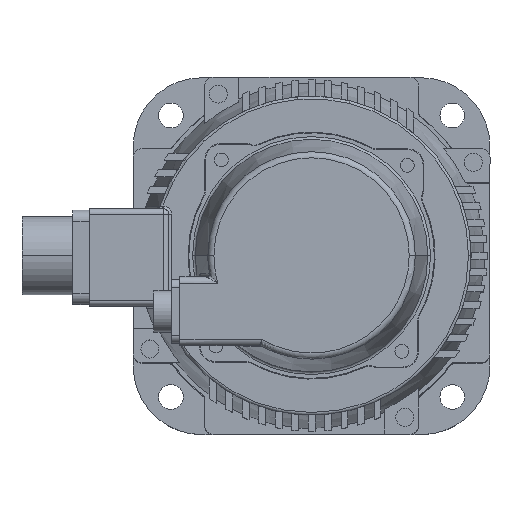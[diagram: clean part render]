
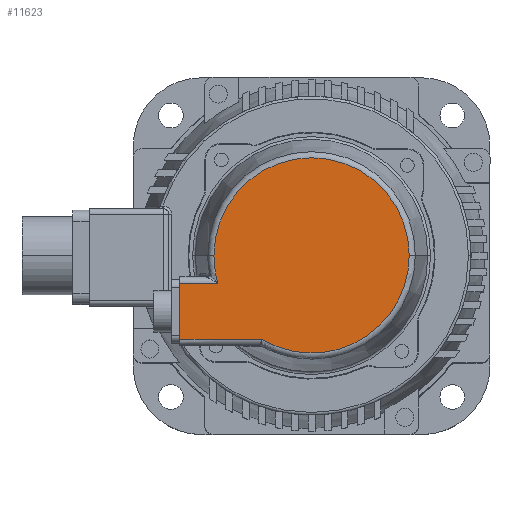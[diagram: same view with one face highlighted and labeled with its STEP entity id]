
A CAD part, top view. The second image highlights one B-rep face of the part: STEP entity #11623.
In plain terms, the highlighted face is planar.
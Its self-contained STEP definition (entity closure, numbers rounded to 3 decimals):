
#718 = VECTOR ( 'NONE', #8649, 1000. ) ;
#724 = CARTESIAN_POINT ( 'NONE',  ( 30.604, 0., -48. ) ) ;
#1250 = DIRECTION ( 'NONE',  ( 0., -1., 0. ) ) ;
#1425 = LINE ( 'NONE', #17061, #718 ) ;
#1826 = CIRCLE ( 'NONE', #8438, 35.574 ) ;
#3351 = VERTEX_POINT ( 'NONE', #7960 ) ;
#3953 = AXIS2_PLACEMENT_3D ( 'NONE', #16301, #4100, #20222 ) ;
#4100 = DIRECTION ( 'NONE',  ( 0., -1., 0. ) ) ;
#4568 = CARTESIAN_POINT ( 'NONE',  ( 37.5, 0., 0. ) ) ;
#4636 = ORIENTED_EDGE ( 'NONE', *, *, #5037, .T. ) ;
#5025 = VERTEX_POINT ( 'NONE', #14903 ) ;
#5037 = EDGE_CURVE ( 'NONE', #5886, #5025, #11317, .T. ) ;
#5402 = VECTOR ( 'NONE', #21968, 1000. ) ;
#5886 = VERTEX_POINT ( 'NONE', #12164 ) ;
#6527 = AXIS2_PLACEMENT_3D ( 'NONE', #15168, #11934, #11588 ) ;
#6794 = EDGE_CURVE ( 'NONE', #5025, #14313, #16355, .T. ) ;
#7047 = CARTESIAN_POINT ( 'NONE',  ( 10.104, 0., -48. ) ) ;
#7960 = CARTESIAN_POINT ( 'NONE',  ( 0., 0., 35.574 ) ) ;
#8273 = AXIS2_PLACEMENT_3D ( 'NONE', #4568, #1250, #13331 ) ;
#8438 = AXIS2_PLACEMENT_3D ( 'NONE', #17264, #11744, #18880 ) ;
#8566 = ORIENTED_EDGE ( 'NONE', *, *, #12565, .T. ) ;
#8649 = DIRECTION ( 'NONE',  ( 0., 0., 1. ) ) ;
#9689 = ORIENTED_EDGE ( 'NONE', *, *, #6794, .T. ) ;
#10943 = VECTOR ( 'NONE', #17982, 1000. ) ;
#11317 = CIRCLE ( 'NONE', #3953, 35.574 ) ;
#11588 = DIRECTION ( 'NONE',  ( 0., 0., -1. ) ) ;
#11623 = ADVANCED_FACE ( 'NONE', ( #18846 ), #17003, .T. ) ;
#11744 = DIRECTION ( 'NONE',  ( 0., -1., 0. ) ) ;
#11934 = DIRECTION ( 'NONE',  ( 0., -1., 0. ) ) ;
#12164 = CARTESIAN_POINT ( 'NONE',  ( 0., 0., -35.574 ) ) ;
#12565 = EDGE_CURVE ( 'NONE', #3351, #5886, #19397, .T. ) ;
#13213 = CARTESIAN_POINT ( 'NONE',  ( 7.854, 0., -48. ) ) ;
#13243 = EDGE_CURVE ( 'NONE', #19182, #20264, #1425, .T. ) ;
#13331 = DIRECTION ( 'NONE',  ( 0., 0., -1. ) ) ;
#13475 = CARTESIAN_POINT ( 'NONE',  ( 30.604, 0., -18.136 ) ) ;
#13596 = EDGE_CURVE ( 'NONE', #20264, #3351, #1826, .T. ) ;
#14313 = VERTEX_POINT ( 'NONE', #7047 ) ;
#14903 = CARTESIAN_POINT ( 'NONE',  ( 10.104, 0., -34.109 ) ) ;
#15168 = CARTESIAN_POINT ( 'NONE',  ( 0., 0., 0. ) ) ;
#16174 = ORIENTED_EDGE ( 'NONE', *, *, #17309, .T. ) ;
#16301 = CARTESIAN_POINT ( 'NONE',  ( 0., 0., 0. ) ) ;
#16355 = LINE ( 'NONE', #20169, #10943 ) ;
#17003 = PLANE ( 'NONE',  #8273 ) ;
#17061 = CARTESIAN_POINT ( 'NONE',  ( 30.604, 0., 0. ) ) ;
#17264 = CARTESIAN_POINT ( 'NONE',  ( 0., 0., 0. ) ) ;
#17309 = EDGE_CURVE ( 'NONE', #14313, #19182, #22101, .T. ) ;
#17982 = DIRECTION ( 'NONE',  ( 0., 0., -1. ) ) ;
#18846 = FACE_OUTER_BOUND ( 'NONE', #20676, .T. ) ;
#18880 = DIRECTION ( 'NONE',  ( 0., 0., -1. ) ) ;
#19182 = VERTEX_POINT ( 'NONE', #724 ) ;
#19397 = CIRCLE ( 'NONE', #6527, 35.574 ) ;
#20169 = CARTESIAN_POINT ( 'NONE',  ( 10.104, 0., 0. ) ) ;
#20222 = DIRECTION ( 'NONE',  ( 0., 0., -1. ) ) ;
#20264 = VERTEX_POINT ( 'NONE', #13475 ) ;
#20676 = EDGE_LOOP ( 'NONE', ( #22117, #8566, #4636, #9689, #16174, #21816 ) ) ;
#21816 = ORIENTED_EDGE ( 'NONE', *, *, #13243, .T. ) ;
#21968 = DIRECTION ( 'NONE',  ( 1., 0., 0. ) ) ;
#22101 = LINE ( 'NONE', #13213, #5402 ) ;
#22117 = ORIENTED_EDGE ( 'NONE', *, *, #13596, .T. ) ;
